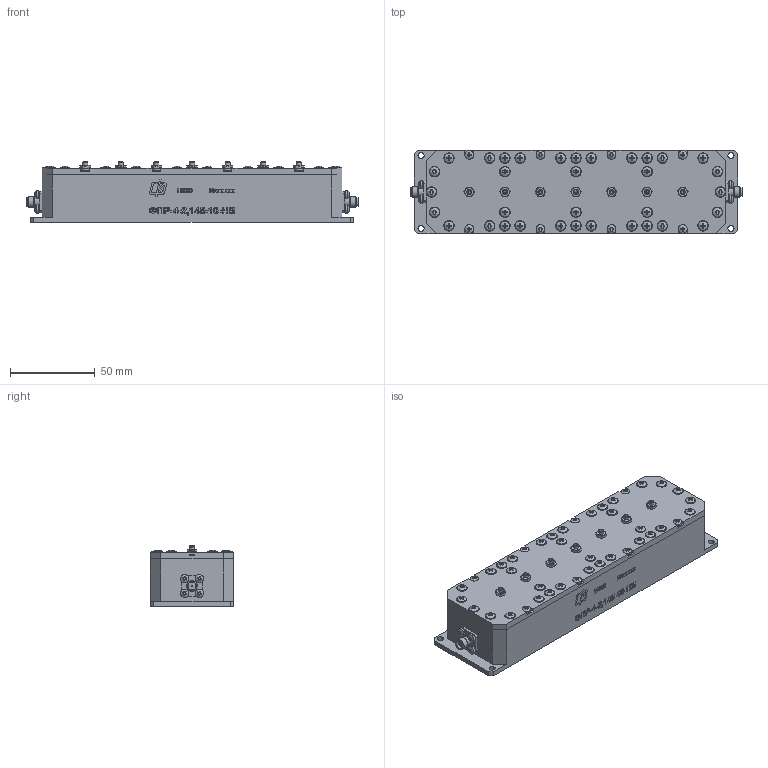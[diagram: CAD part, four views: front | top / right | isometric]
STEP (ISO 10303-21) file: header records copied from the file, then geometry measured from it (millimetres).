
FILE_DESCRIPTION(('STEP AP203'), '1');
FILE_NAME('ÍØÁÀ.468844.139_Ôèëüòð ÔÏÐ-4-2,145-10-ÍÁ', '', ('UNSPECIFIED'), ('UNSPECIFIED'), 'ASCON STEP Converter 1.6', 'ASCON Math Kernel', '');
FILE_SCHEMA(('CONFIG_CONTROL_DESIGN'));
Length unit declared in the file: millimetre
Products named in the file (1): НШБА.468844.139_Фильтр ФПР-4-2,145-10-НБ
Bounding box: 196 x 49 x 35.8 mm (x, y, z)
Volume: 278582.8 mm3; surface area: 60272.7 mm2
Topology: 59 solids, 65 shells, 2005 faces, 4818 edges, 3202 vertices
Faces by surface type: plane 1465, cylinder 346, bspline 104, sphere 50, cone 40
Full cylindrical faces by diameter (mm): 1 x2, 2.5 x30, 2.6 x8, 2.9 x8, 3 x41, 3.4 x34, 3.6 x4, 4.1 x2, 4.2 x2, 4.3 x4, 4.7 x2, 5 x16, 5.2 x4, 5.6 x34, 6.2 x34, 6.25 x2, 8.4 x4
Entity records: 93504 total; most frequent: CARTESIAN_POINT 31498, ORIENTED_EDGE 9080, DIRECTION 9028, EDGE_CURVE 4540, AXIS2_PLACEMENT_3D 3220, VERTEX_POINT 3195, EDGE_LOOP 2667, LINE 2588
